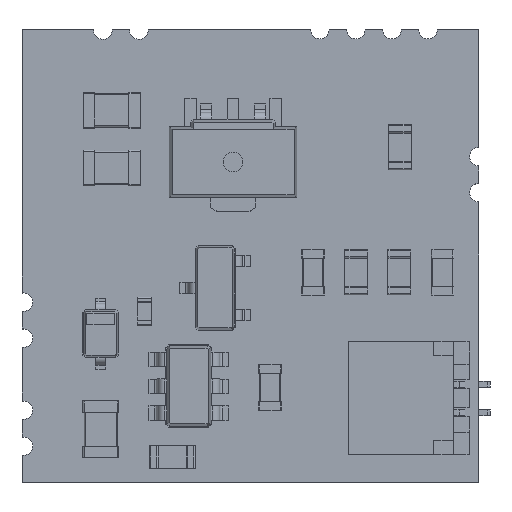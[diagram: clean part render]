
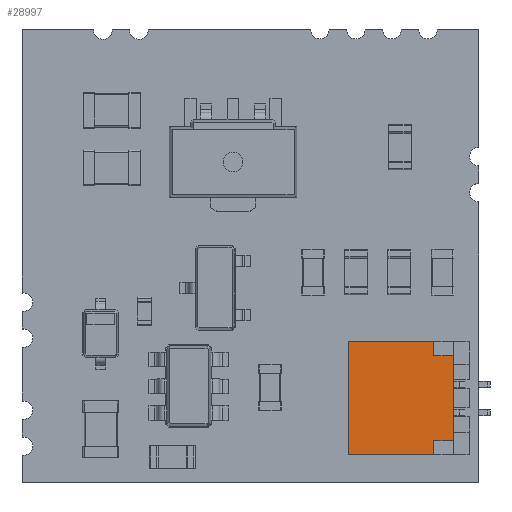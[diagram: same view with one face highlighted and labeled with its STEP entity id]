
A CAD part, top view. The second image highlights one B-rep face of the part: STEP entity #28997.
In plain terms, the highlighted face is planar.
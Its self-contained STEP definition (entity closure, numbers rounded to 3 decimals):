
#25561 = PLANE('',#25562);
#25562 = AXIS2_PLACEMENT_3D('',#25563,#25564,#25565);
#25563 = CARTESIAN_POINT('',(1.994,0.,4.25));
#25564 = DIRECTION('',(-1.,0.,0.));
#25565 = DIRECTION('',(0.,0.,1.));
#25822 = PLANE('',#25823);
#25823 = AXIS2_PLACEMENT_3D('',#25824,#25825,#25826);
#25824 = CARTESIAN_POINT('',(-1.994,2.9,0.));
#25825 = DIRECTION('',(0.,0.,-1.));
#25826 = DIRECTION('',(-1.,0.,-0.));
#25958 = PLANE('',#25959);
#25959 = AXIS2_PLACEMENT_3D('',#25960,#25961,#25962);
#25960 = CARTESIAN_POINT('',(-1.994,0.,4.25));
#25961 = DIRECTION('',(1.,0.,0.));
#25962 = DIRECTION('',(0.,0.,-1.));
#26207 = PLANE('',#26208);
#26208 = AXIS2_PLACEMENT_3D('',#26209,#26210,#26211);
#26209 = CARTESIAN_POINT('',(1.194,1.35,3.7));
#26210 = DIRECTION('',(-0.,0.,-1.));
#26211 = DIRECTION('',(-1.,0.,0.));
#26746 = VERTEX_POINT('',#26747);
#26747 = CARTESIAN_POINT('',(-1.494,2.9,3.7));
#26761 = PLANE('',#26762);
#26762 = AXIS2_PLACEMENT_3D('',#26763,#26764,#26765);
#26763 = CARTESIAN_POINT('',(-1.494,2.4,3.));
#26764 = DIRECTION('',(1.,-0.,0.));
#26765 = DIRECTION('',(0.,0.,-1.));
#26773 = EDGE_CURVE('',#26774,#26746,#26776,.T.);
#26774 = VERTEX_POINT('',#26775);
#26775 = CARTESIAN_POINT('',(1.494,2.9,3.7));
#26776 = SURFACE_CURVE('',#26777,(#26781,#26788),.PCURVE_S1.);
#26777 = LINE('',#26778,#26779);
#26778 = CARTESIAN_POINT('',(1.994,2.9,3.7));
#26779 = VECTOR('',#26780,1.);
#26780 = DIRECTION('',(-1.,0.,0.));
#26781 = PCURVE('',#26207,#26782);
#26782 = DEFINITIONAL_REPRESENTATION('',(#26783),#26787);
#26783 = LINE('',#26784,#26785);
#26784 = CARTESIAN_POINT('',(-0.8,1.55));
#26785 = VECTOR('',#26786,1.);
#26786 = DIRECTION('',(1.,0.));
#26787 = ( GEOMETRIC_REPRESENTATION_CONTEXT(2) 
PARAMETRIC_REPRESENTATION_CONTEXT() REPRESENTATION_CONTEXT('2D SPACE',''
  ) );
#26788 = PCURVE('',#26789,#26794);
#26789 = PLANE('',#26790);
#26790 = AXIS2_PLACEMENT_3D('',#26791,#26792,#26793);
#26791 = CARTESIAN_POINT('',(-1.994,2.9,4.25));
#26792 = DIRECTION('',(0.,-1.,0.));
#26793 = DIRECTION('',(0.,-0.,-1.));
#26794 = DEFINITIONAL_REPRESENTATION('',(#26795),#26799);
#26795 = LINE('',#26796,#26797);
#26796 = CARTESIAN_POINT('',(0.55,3.988));
#26797 = VECTOR('',#26798,1.);
#26798 = DIRECTION('',(-0.,-1.));
#26799 = ( GEOMETRIC_REPRESENTATION_CONTEXT(2) 
PARAMETRIC_REPRESENTATION_CONTEXT() REPRESENTATION_CONTEXT('2D SPACE',''
  ) );
#26817 = PLANE('',#26818);
#26818 = AXIS2_PLACEMENT_3D('',#26819,#26820,#26821);
#26819 = CARTESIAN_POINT('',(1.494,2.4,3.));
#26820 = DIRECTION('',(-1.,0.,0.));
#26821 = DIRECTION('',(0.,0.,1.));
#28208 = VERTEX_POINT('',#28209);
#28209 = CARTESIAN_POINT('',(-1.994,2.9,0.));
#28230 = EDGE_CURVE('',#28231,#28208,#28233,.T.);
#28231 = VERTEX_POINT('',#28232);
#28232 = CARTESIAN_POINT('',(1.994,2.9,0.));
#28233 = SURFACE_CURVE('',#28234,(#28238,#28245),.PCURVE_S1.);
#28234 = LINE('',#28235,#28236);
#28235 = CARTESIAN_POINT('',(-1.994,2.9,0.));
#28236 = VECTOR('',#28237,1.);
#28237 = DIRECTION('',(-1.,-0.,-0.));
#28238 = PCURVE('',#25822,#28239);
#28239 = DEFINITIONAL_REPRESENTATION('',(#28240),#28244);
#28240 = LINE('',#28241,#28242);
#28241 = CARTESIAN_POINT('',(0.,0.));
#28242 = VECTOR('',#28243,1.);
#28243 = DIRECTION('',(1.,0.));
#28244 = ( GEOMETRIC_REPRESENTATION_CONTEXT(2) 
PARAMETRIC_REPRESENTATION_CONTEXT() REPRESENTATION_CONTEXT('2D SPACE',''
  ) );
#28245 = PCURVE('',#26789,#28246);
#28246 = DEFINITIONAL_REPRESENTATION('',(#28247),#28251);
#28247 = LINE('',#28248,#28249);
#28248 = CARTESIAN_POINT('',(4.25,0.));
#28249 = VECTOR('',#28250,1.);
#28250 = DIRECTION('',(0.,-1.));
#28251 = ( GEOMETRIC_REPRESENTATION_CONTEXT(2) 
PARAMETRIC_REPRESENTATION_CONTEXT() REPRESENTATION_CONTEXT('2D SPACE',''
  ) );
#28508 = EDGE_CURVE('',#28509,#28208,#28511,.T.);
#28509 = VERTEX_POINT('',#28510);
#28510 = CARTESIAN_POINT('',(-1.994,2.9,3.));
#28511 = SURFACE_CURVE('',#28512,(#28516,#28523),.PCURVE_S1.);
#28512 = LINE('',#28513,#28514);
#28513 = CARTESIAN_POINT('',(-1.994,2.9,4.25));
#28514 = VECTOR('',#28515,1.);
#28515 = DIRECTION('',(-0.,-0.,-1.));
#28516 = PCURVE('',#25958,#28517);
#28517 = DEFINITIONAL_REPRESENTATION('',(#28518),#28522);
#28518 = LINE('',#28519,#28520);
#28519 = CARTESIAN_POINT('',(0.,2.9));
#28520 = VECTOR('',#28521,1.);
#28521 = DIRECTION('',(1.,0.));
#28522 = ( GEOMETRIC_REPRESENTATION_CONTEXT(2) 
PARAMETRIC_REPRESENTATION_CONTEXT() REPRESENTATION_CONTEXT('2D SPACE',''
  ) );
#28523 = PCURVE('',#26789,#28524);
#28524 = DEFINITIONAL_REPRESENTATION('',(#28525),#28529);
#28525 = LINE('',#28526,#28527);
#28526 = CARTESIAN_POINT('',(0.,0.));
#28527 = VECTOR('',#28528,1.);
#28528 = DIRECTION('',(1.,0.));
#28529 = ( GEOMETRIC_REPRESENTATION_CONTEXT(2) 
PARAMETRIC_REPRESENTATION_CONTEXT() REPRESENTATION_CONTEXT('2D SPACE',''
  ) );
#28547 = PLANE('',#28548);
#28548 = AXIS2_PLACEMENT_3D('',#28549,#28550,#28551);
#28549 = CARTESIAN_POINT('',(-1.994,2.9,3.));
#28550 = DIRECTION('',(-0.,0.,-1.));
#28551 = DIRECTION('',(-1.,0.,0.));
#28944 = VERTEX_POINT('',#28945);
#28945 = CARTESIAN_POINT('',(1.994,2.9,3.));
#28959 = PLANE('',#28960);
#28960 = AXIS2_PLACEMENT_3D('',#28961,#28962,#28963);
#28961 = CARTESIAN_POINT('',(1.494,2.9,3.));
#28962 = DIRECTION('',(0.,0.,-1.));
#28963 = DIRECTION('',(-1.,0.,-0.));
#28971 = EDGE_CURVE('',#28944,#28231,#28972,.T.);
#28972 = SURFACE_CURVE('',#28973,(#28977,#28984),.PCURVE_S1.);
#28973 = LINE('',#28974,#28975);
#28974 = CARTESIAN_POINT('',(1.994,2.9,4.25));
#28975 = VECTOR('',#28976,1.);
#28976 = DIRECTION('',(-0.,-0.,-1.));
#28977 = PCURVE('',#25561,#28978);
#28978 = DEFINITIONAL_REPRESENTATION('',(#28979),#28983);
#28979 = LINE('',#28980,#28981);
#28980 = CARTESIAN_POINT('',(0.,2.9));
#28981 = VECTOR('',#28982,1.);
#28982 = DIRECTION('',(-1.,0.));
#28983 = ( GEOMETRIC_REPRESENTATION_CONTEXT(2) 
PARAMETRIC_REPRESENTATION_CONTEXT() REPRESENTATION_CONTEXT('2D SPACE',''
  ) );
#28984 = PCURVE('',#26789,#28985);
#28985 = DEFINITIONAL_REPRESENTATION('',(#28986),#28990);
#28986 = LINE('',#28987,#28988);
#28987 = CARTESIAN_POINT('',(0.,3.988));
#28988 = VECTOR('',#28989,1.);
#28989 = DIRECTION('',(1.,0.));
#28990 = ( GEOMETRIC_REPRESENTATION_CONTEXT(2) 
PARAMETRIC_REPRESENTATION_CONTEXT() REPRESENTATION_CONTEXT('2D SPACE',''
  ) );
#28997 = ADVANCED_FACE('',(#28998),#26789,.F.);
#28998 = FACE_BOUND('',#28999,.F.);
#28999 = EDGE_LOOP('',(#29000,#29023,#29044,#29045,#29046,#29047,#29070,
    #29091));
#29000 = ORIENTED_EDGE('',*,*,#29001,.F.);
#29001 = EDGE_CURVE('',#29002,#26746,#29004,.T.);
#29002 = VERTEX_POINT('',#29003);
#29003 = CARTESIAN_POINT('',(-1.494,2.9,3.));
#29004 = SURFACE_CURVE('',#29005,(#29009,#29016),.PCURVE_S1.);
#29005 = LINE('',#29006,#29007);
#29006 = CARTESIAN_POINT('',(-1.494,2.9,3.));
#29007 = VECTOR('',#29008,1.);
#29008 = DIRECTION('',(-0.,-0.,1.));
#29009 = PCURVE('',#26789,#29010);
#29010 = DEFINITIONAL_REPRESENTATION('',(#29011),#29015);
#29011 = LINE('',#29012,#29013);
#29012 = CARTESIAN_POINT('',(1.25,0.5));
#29013 = VECTOR('',#29014,1.);
#29014 = DIRECTION('',(-1.,0.));
#29015 = ( GEOMETRIC_REPRESENTATION_CONTEXT(2) 
PARAMETRIC_REPRESENTATION_CONTEXT() REPRESENTATION_CONTEXT('2D SPACE',''
  ) );
#29016 = PCURVE('',#26761,#29017);
#29017 = DEFINITIONAL_REPRESENTATION('',(#29018),#29022);
#29018 = LINE('',#29019,#29020);
#29019 = CARTESIAN_POINT('',(0.,0.5));
#29020 = VECTOR('',#29021,1.);
#29021 = DIRECTION('',(-1.,0.));
#29022 = ( GEOMETRIC_REPRESENTATION_CONTEXT(2) 
PARAMETRIC_REPRESENTATION_CONTEXT() REPRESENTATION_CONTEXT('2D SPACE',''
  ) );
#29023 = ORIENTED_EDGE('',*,*,#29024,.T.);
#29024 = EDGE_CURVE('',#29002,#28509,#29025,.T.);
#29025 = SURFACE_CURVE('',#29026,(#29030,#29037),.PCURVE_S1.);
#29026 = LINE('',#29027,#29028);
#29027 = CARTESIAN_POINT('',(-1.494,2.9,3.));
#29028 = VECTOR('',#29029,1.);
#29029 = DIRECTION('',(-1.,0.,0.));
#29030 = PCURVE('',#26789,#29031);
#29031 = DEFINITIONAL_REPRESENTATION('',(#29032),#29036);
#29032 = LINE('',#29033,#29034);
#29033 = CARTESIAN_POINT('',(1.25,0.5));
#29034 = VECTOR('',#29035,1.);
#29035 = DIRECTION('',(-0.,-1.));
#29036 = ( GEOMETRIC_REPRESENTATION_CONTEXT(2) 
PARAMETRIC_REPRESENTATION_CONTEXT() REPRESENTATION_CONTEXT('2D SPACE',''
  ) );
#29037 = PCURVE('',#28547,#29038);
#29038 = DEFINITIONAL_REPRESENTATION('',(#29039),#29043);
#29039 = LINE('',#29040,#29041);
#29040 = CARTESIAN_POINT('',(-0.5,0.));
#29041 = VECTOR('',#29042,1.);
#29042 = DIRECTION('',(1.,0.));
#29043 = ( GEOMETRIC_REPRESENTATION_CONTEXT(2) 
PARAMETRIC_REPRESENTATION_CONTEXT() REPRESENTATION_CONTEXT('2D SPACE',''
  ) );
#29044 = ORIENTED_EDGE('',*,*,#28508,.T.);
#29045 = ORIENTED_EDGE('',*,*,#28230,.F.);
#29046 = ORIENTED_EDGE('',*,*,#28971,.F.);
#29047 = ORIENTED_EDGE('',*,*,#29048,.T.);
#29048 = EDGE_CURVE('',#28944,#29049,#29051,.T.);
#29049 = VERTEX_POINT('',#29050);
#29050 = CARTESIAN_POINT('',(1.494,2.9,3.));
#29051 = SURFACE_CURVE('',#29052,(#29056,#29063),.PCURVE_S1.);
#29052 = LINE('',#29053,#29054);
#29053 = CARTESIAN_POINT('',(1.494,2.9,3.));
#29054 = VECTOR('',#29055,1.);
#29055 = DIRECTION('',(-1.,-0.,-0.));
#29056 = PCURVE('',#26789,#29057);
#29057 = DEFINITIONAL_REPRESENTATION('',(#29058),#29062);
#29058 = LINE('',#29059,#29060);
#29059 = CARTESIAN_POINT('',(1.25,3.488));
#29060 = VECTOR('',#29061,1.);
#29061 = DIRECTION('',(0.,-1.));
#29062 = ( GEOMETRIC_REPRESENTATION_CONTEXT(2) 
PARAMETRIC_REPRESENTATION_CONTEXT() REPRESENTATION_CONTEXT('2D SPACE',''
  ) );
#29063 = PCURVE('',#28959,#29064);
#29064 = DEFINITIONAL_REPRESENTATION('',(#29065),#29069);
#29065 = LINE('',#29066,#29067);
#29066 = CARTESIAN_POINT('',(0.,0.));
#29067 = VECTOR('',#29068,1.);
#29068 = DIRECTION('',(1.,0.));
#29069 = ( GEOMETRIC_REPRESENTATION_CONTEXT(2) 
PARAMETRIC_REPRESENTATION_CONTEXT() REPRESENTATION_CONTEXT('2D SPACE',''
  ) );
#29070 = ORIENTED_EDGE('',*,*,#29071,.T.);
#29071 = EDGE_CURVE('',#29049,#26774,#29072,.T.);
#29072 = SURFACE_CURVE('',#29073,(#29077,#29084),.PCURVE_S1.);
#29073 = LINE('',#29074,#29075);
#29074 = CARTESIAN_POINT('',(1.494,2.9,3.));
#29075 = VECTOR('',#29076,1.);
#29076 = DIRECTION('',(-0.,-0.,1.));
#29077 = PCURVE('',#26789,#29078);
#29078 = DEFINITIONAL_REPRESENTATION('',(#29079),#29083);
#29079 = LINE('',#29080,#29081);
#29080 = CARTESIAN_POINT('',(1.25,3.488));
#29081 = VECTOR('',#29082,1.);
#29082 = DIRECTION('',(-1.,0.));
#29083 = ( GEOMETRIC_REPRESENTATION_CONTEXT(2) 
PARAMETRIC_REPRESENTATION_CONTEXT() REPRESENTATION_CONTEXT('2D SPACE',''
  ) );
#29084 = PCURVE('',#26817,#29085);
#29085 = DEFINITIONAL_REPRESENTATION('',(#29086),#29090);
#29086 = LINE('',#29087,#29088);
#29087 = CARTESIAN_POINT('',(0.,0.5));
#29088 = VECTOR('',#29089,1.);
#29089 = DIRECTION('',(1.,0.));
#29090 = ( GEOMETRIC_REPRESENTATION_CONTEXT(2) 
PARAMETRIC_REPRESENTATION_CONTEXT() REPRESENTATION_CONTEXT('2D SPACE',''
  ) );
#29091 = ORIENTED_EDGE('',*,*,#26773,.T.);
